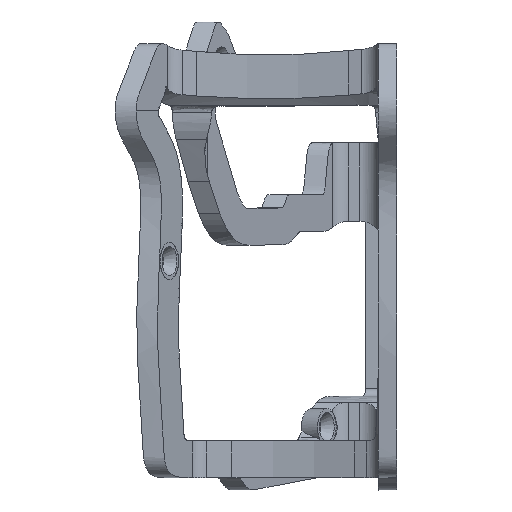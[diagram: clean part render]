
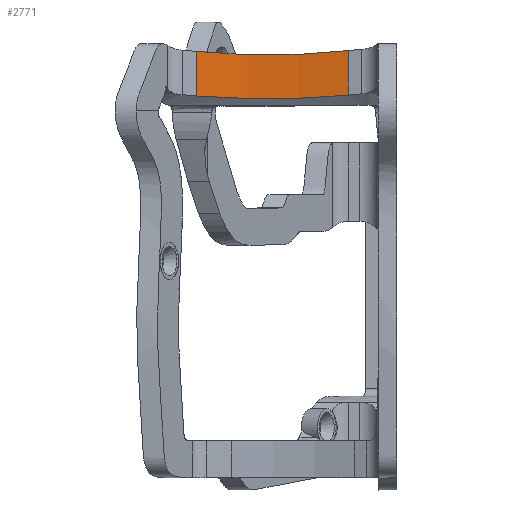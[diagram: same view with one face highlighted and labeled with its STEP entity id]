
A CAD part, left-side view. The second image highlights one B-rep face of the part: STEP entity #2771.
In plain terms, the highlighted cylindrical face has radius 129.14 mm (diameter 258.28 mm), a partial arc.
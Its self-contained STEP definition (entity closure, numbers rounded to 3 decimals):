
#136=B_SPLINE_CURVE_WITH_KNOTS('',3,(#4269,#4270,#4271,#4272,#4273,#4274),
 .UNSPECIFIED.,.F.,.F.,(4,2,4),(-4.146,-2.031,0.),
 .UNSPECIFIED.);
#238=B_SPLINE_CURVE_WITH_KNOTS('',3,(#6672,#6673,#6674,#6675,#6676,#6677,
#6678,#6679,#6680,#6681,#6682,#6683),.UNSPECIFIED.,.F.,.F.,(4,2,2,2,2,4),
(-4.13,-3.447,-2.816,-1.955,
-1.107,-0.006),.UNSPECIFIED.);
#431=FACE_OUTER_BOUND('',#590,.T.);
#590=EDGE_LOOP('',(#2302,#2303,#2304,#2305));
#772=LINE('',#7056,#952);
#773=LINE('',#7058,#953);
#952=VECTOR('',#3348,10.);
#953=VECTOR('',#3351,10.);
#1100=VERTEX_POINT('',#4260);
#1101=VERTEX_POINT('',#4268);
#1248=VERTEX_POINT('',#6666);
#1249=VERTEX_POINT('',#6671);
#1393=EDGE_CURVE('',#1100,#1101,#136,.T.);
#1597=EDGE_CURVE('',#1248,#1249,#238,.T.);
#1672=EDGE_CURVE('',#1249,#1100,#772,.T.);
#1673=EDGE_CURVE('',#1248,#1101,#773,.T.);
#2302=ORIENTED_EDGE('',*,*,#1393,.F.);
#2303=ORIENTED_EDGE('',*,*,#1672,.F.);
#2304=ORIENTED_EDGE('',*,*,#1597,.F.);
#2305=ORIENTED_EDGE('',*,*,#1673,.T.);
#2666=CYLINDRICAL_SURFACE('',#2956,129.14);
#2771=ADVANCED_FACE('',(#431),#2666,.F.);
#2956=AXIS2_PLACEMENT_3D('',#7057,#3349,#3350);
#3348=DIRECTION('',(0.,0.,1.));
#3349=DIRECTION('center_axis',(0.,0.,1.));
#3350=DIRECTION('ref_axis',(0.986,-0.168,0.));
#3351=DIRECTION('',(0.,0.,1.));
#4260=CARTESIAN_POINT('',(-77.558,54.2,48.744));
#4268=CARTESIAN_POINT('',(-77.949,13.124,48.988));
#4269=CARTESIAN_POINT('Ctrl Pts',(-77.558,54.2,48.744));
#4270=CARTESIAN_POINT('Ctrl Pts',(-76.508,47.26,48.075));
#4271=CARTESIAN_POINT('Ctrl Pts',(-76.024,40.314,47.693));
#4272=CARTESIAN_POINT('Ctrl Pts',(-76.201,26.428,47.822));
#4273=CARTESIAN_POINT('Ctrl Pts',(-76.815,19.762,48.295));
#4274=CARTESIAN_POINT('Ctrl Pts',(-77.949,13.124,48.988));
#6666=CARTESIAN_POINT('',(-77.949,13.124,36.907));
#6671=CARTESIAN_POINT('',(-77.558,54.2,36.689));
#6672=CARTESIAN_POINT('Ctrl Pts',(-77.949,13.124,36.907));
#6673=CARTESIAN_POINT('Ctrl Pts',(-77.567,15.359,36.69));
#6674=CARTESIAN_POINT('Ctrl Pts',(-77.243,17.61,36.517));
#6675=CARTESIAN_POINT('Ctrl Pts',(-76.735,21.956,36.255));
#6676=CARTESIAN_POINT('Ctrl Pts',(-76.541,24.053,36.16));
#6677=CARTESIAN_POINT('Ctrl Pts',(-76.205,29.017,35.998));
#6678=CARTESIAN_POINT('Ctrl Pts',(-76.107,31.894,35.952));
#6679=CARTESIAN_POINT('Ctrl Pts',(-76.102,37.597,35.95));
#6680=CARTESIAN_POINT('Ctrl Pts',(-76.193,40.432,35.992));
#6681=CARTESIAN_POINT('Ctrl Pts',(-76.615,46.92,36.195));
#6682=CARTESIAN_POINT('Ctrl Pts',(-77.011,50.581,36.389));
#6683=CARTESIAN_POINT('Ctrl Pts',(-77.558,54.2,36.689));
#7056=CARTESIAN_POINT('',(-77.558,54.2,0.));
#7057=CARTESIAN_POINT('Origin',(-205.244,34.876,0.));
#7058=CARTESIAN_POINT('',(-77.949,13.124,0.));
